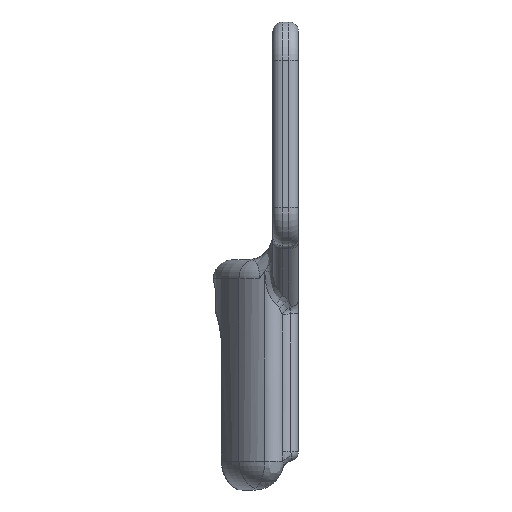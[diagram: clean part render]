
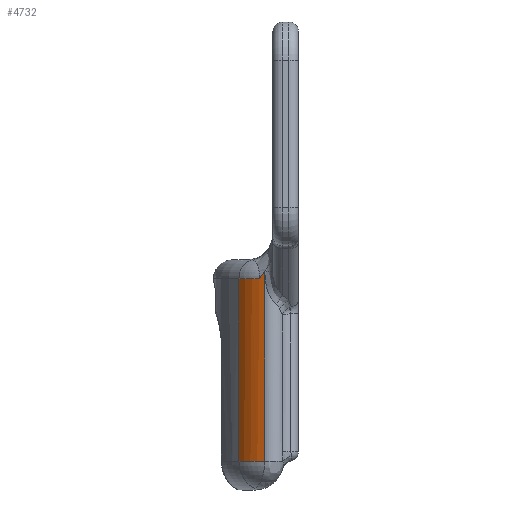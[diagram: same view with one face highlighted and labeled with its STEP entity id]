
A CAD part, left-side view. The second image highlights one B-rep face of the part: STEP entity #4732.
In plain terms, the highlighted cylindrical face has radius 9.536 mm (diameter 19.071 mm), a partial arc.
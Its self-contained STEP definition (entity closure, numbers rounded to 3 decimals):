
#35 = DIRECTION ( 'NONE',  ( 1., 0., 0. ) ) ;
#260 = FACE_OUTER_BOUND ( 'NONE', #1261, .T. ) ;
#315 = VECTOR ( 'NONE', #6974, 1000. ) ;
#515 = DIRECTION ( 'NONE',  ( 0., 0., -1. ) ) ;
#635 = ORIENTED_EDGE ( 'NONE', *, *, #5338, .T. ) ;
#757 = VERTEX_POINT ( 'NONE', #2279 ) ;
#833 = CARTESIAN_POINT ( 'NONE',  ( -12.331, 2.006, -4. ) ) ;
#1261 = EDGE_LOOP ( 'NONE', ( #635, #2018, #3383, #5580, #2068 ) ) ;
#1317 = CYLINDRICAL_SURFACE ( 'NONE', #1705, 9.536 ) ;
#1471 = B_SPLINE_CURVE_WITH_KNOTS ( 'NONE', 3,
 ( #4195, #1538, #1573, #3763 ),
 .UNSPECIFIED., .F., .F.,
 ( 4, 4 ),
 ( 0., 0.001 ),
 .UNSPECIFIED. ) ;
#1538 = CARTESIAN_POINT ( 'NONE',  ( -15.423, -1.768, -3.284 ) ) ;
#1548 = EDGE_CURVE ( 'NONE', #2901, #1680, #6045, .T. ) ;
#1573 = CARTESIAN_POINT ( 'NONE',  ( -15.293, -1.489, -3.655 ) ) ;
#1674 = DIRECTION ( 'NONE',  ( 1., 0., 0. ) ) ;
#1680 = VERTEX_POINT ( 'NONE', #833 ) ;
#1705 = AXIS2_PLACEMENT_3D ( 'NONE', #2472, #6847, #1947 ) ;
#1947 = DIRECTION ( 'NONE',  ( 1., 0., 0. ) ) ;
#2018 = ORIENTED_EDGE ( 'NONE', *, *, #2317, .T. ) ;
#2068 = ORIENTED_EDGE ( 'NONE', *, *, #5911, .T. ) ;
#2274 = CIRCLE ( 'NONE', #6854, 9.536 ) ;
#2279 = CARTESIAN_POINT ( 'NONE',  ( -15.529, -2.02, -2.887 ) ) ;
#2317 = EDGE_CURVE ( 'NONE', #757, #2901, #1471, .T. ) ;
#2422 = LINE ( 'NONE', #3030, #4897 ) ;
#2472 = CARTESIAN_POINT ( 'NONE',  ( -6.74, -5.719, -37. ) ) ;
#2647 = VERTEX_POINT ( 'NONE', #5407 ) ;
#2901 = VERTEX_POINT ( 'NONE', #4591 ) ;
#3030 = CARTESIAN_POINT ( 'NONE',  ( -15.529, -2.02, -37. ) ) ;
#3383 = ORIENTED_EDGE ( 'NONE', *, *, #1548, .T. ) ;
#3763 = CARTESIAN_POINT ( 'NONE',  ( -15.134, -1.195, -4. ) ) ;
#3785 = LINE ( 'NONE', #4374, #315 ) ;
#4095 = AXIS2_PLACEMENT_3D ( 'NONE', #5995, #515, #1674 ) ;
#4195 = CARTESIAN_POINT ( 'NONE',  ( -15.529, -2.02, -2.887 ) ) ;
#4374 = CARTESIAN_POINT ( 'NONE',  ( -12.331, 2.006, -37. ) ) ;
#4591 = CARTESIAN_POINT ( 'NONE',  ( -15.134, -1.195, -4. ) ) ;
#4675 = VERTEX_POINT ( 'NONE', #5707 ) ;
#4732 = ADVANCED_FACE ( 'NONE', ( #260 ), #1317, .T. ) ;
#4897 = VECTOR ( 'NONE', #5223, 1000. ) ;
#5223 = DIRECTION ( 'NONE',  ( 0., 0., 1. ) ) ;
#5338 = EDGE_CURVE ( 'NONE', #2647, #757, #2422, .T. ) ;
#5407 = CARTESIAN_POINT ( 'NONE',  ( -15.529, -2.02, -32.5 ) ) ;
#5580 = ORIENTED_EDGE ( 'NONE', *, *, #6283, .F. ) ;
#5661 = DIRECTION ( 'NONE',  ( 0., 0., 1. ) ) ;
#5707 = CARTESIAN_POINT ( 'NONE',  ( -12.331, 2.006, -32.5 ) ) ;
#5911 = EDGE_CURVE ( 'NONE', #4675, #2647, #2274, .T. ) ;
#5995 = CARTESIAN_POINT ( 'NONE',  ( -6.74, -5.719, -4. ) ) ;
#6045 = CIRCLE ( 'NONE', #4095, 9.536 ) ;
#6160 = CARTESIAN_POINT ( 'NONE',  ( -6.74, -5.719, -32.5 ) ) ;
#6283 = EDGE_CURVE ( 'NONE', #4675, #1680, #3785, .T. ) ;
#6847 = DIRECTION ( 'NONE',  ( 0., 0., 1. ) ) ;
#6854 = AXIS2_PLACEMENT_3D ( 'NONE', #6160, #5661, #35 ) ;
#6974 = DIRECTION ( 'NONE',  ( 0., 0., 1. ) ) ;
